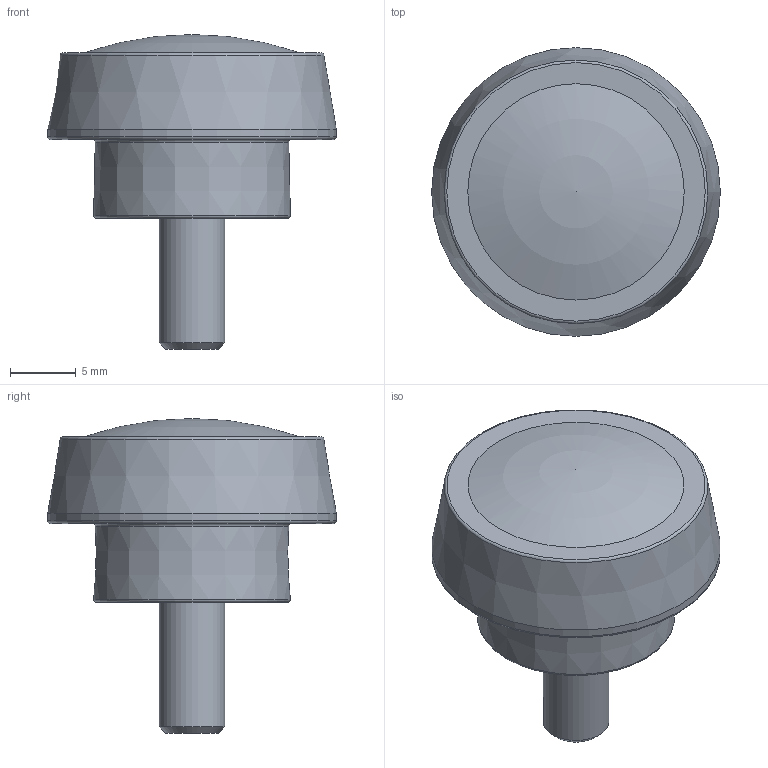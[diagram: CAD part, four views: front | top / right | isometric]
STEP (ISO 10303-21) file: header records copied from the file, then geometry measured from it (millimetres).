
FILE_DESCRIPTION( ( 'Unknown' ), '1' );
FILE_NAME( '6331400_ZPX22_M05x10.stp', 'Unknown', ( 'Unknown' ), ( 'Unknown' ), 'PSStep 11.0', 'Unknown', ' ' );
FILE_SCHEMA( ( 'AUTOMOTIVE_DESIGN { 1 0 10303 214 1 1 1 1 }' ) );
Length unit declared in the file: millimetre
Products named in the file (1): 6331400
Bounding box: 22 x 22 x 24 mm (x, y, z)
Volume: 3682.4 mm3; surface area: 1743.5 mm2
Topology: 1 solids, 7 shells, 38 faces, 61 edges, 39 vertices
Faces by surface type: plane 22, cylinder 8, torus 4, cone 3, sphere 1
Full cylindrical faces by diameter (mm): 5 x1, 22 x1
Entity records: 1110 total; most frequent: DIRECTION 152, CARTESIAN_POINT 125, ORIENTED_EDGE 98, AXIS2_PLACEMENT_3D 64, EDGE_LOOP 50, EDGE_CURVE 49, FACE_OUTER_BOUND 44, STYLED_ITEM 38
